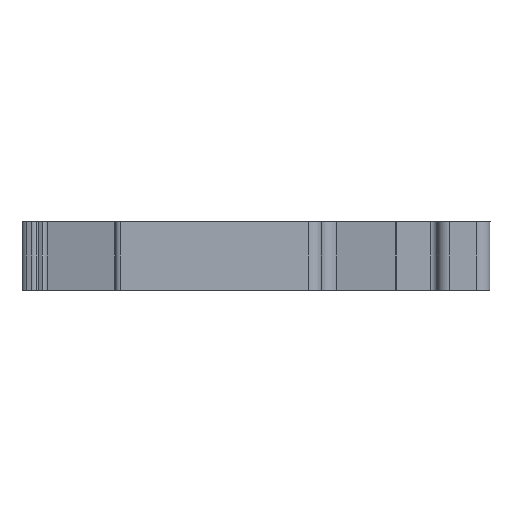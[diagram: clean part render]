
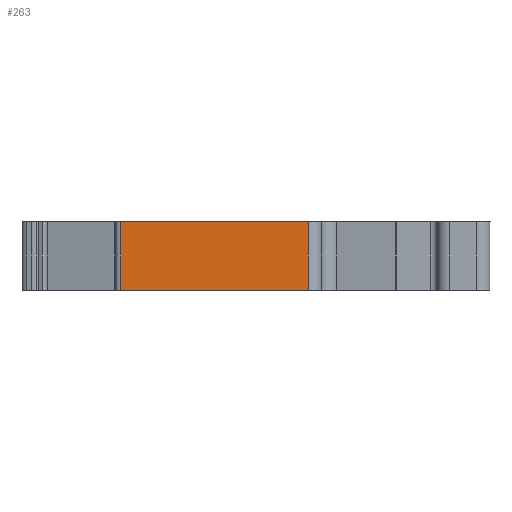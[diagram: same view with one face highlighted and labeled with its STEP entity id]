
A CAD part, left-side view. The second image highlights one B-rep face of the part: STEP entity #263.
In plain terms, the highlighted planar face has unit normal (-1, 0, 0).
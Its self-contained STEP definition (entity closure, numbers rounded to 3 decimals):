
#263 = ADVANCED_FACE( '', ( #611 ), #612, .T. );
#611 = FACE_OUTER_BOUND( '', #1044, .T. );
#612 = PLANE( '', #1045 );
#1044 = EDGE_LOOP( '', ( #1733, #1734, #1735, #1736 ) );
#1045 = AXIS2_PLACEMENT_3D( '', #1737, #1738, #1739 );
#1733 = ORIENTED_EDGE( '', *, *, #2951, .F. );
#1734 = ORIENTED_EDGE( '', *, *, #2952, .T. );
#1735 = ORIENTED_EDGE( '', *, *, #2830, .F. );
#1736 = ORIENTED_EDGE( '', *, *, #2953, .F. );
#1737 = CARTESIAN_POINT( '', ( 555.131, 62.083, 5.05 ) );
#1738 = DIRECTION( '', ( -1., 0., 0. ) );
#1739 = DIRECTION( '', ( 0., 0., 1. ) );
#2830 = EDGE_CURVE( '', #3473, #3474, #3475, .T. );
#2951 = EDGE_CURVE( '', #3668, #3669, #3670, .T. );
#2952 = EDGE_CURVE( '', #3668, #3474, #3671, .T. );
#2953 = EDGE_CURVE( '', #3669, #3473, #3672, .T. );
#3473 = VERTEX_POINT( '', #4386 );
#3474 = VERTEX_POINT( '', #4387 );
#3475 = LINE( '', #4388, #4389 );
#3668 = VERTEX_POINT( '', #4657 );
#3669 = VERTEX_POINT( '', #4658 );
#3670 = LINE( '', #4659, #4660 );
#3671 = LINE( '', #4661, #4662 );
#3672 = LINE( '', #4663, #4664 );
#4386 = CARTESIAN_POINT( '', ( 555.131, 76.976, -0.1 ) );
#4387 = CARTESIAN_POINT( '', ( 555.131, 76.976, 5.05 ) );
#4388 = CARTESIAN_POINT( '', ( 555.131, 76.976, -0.1 ) );
#4389 = VECTOR( '', #5378, 1000. );
#4657 = CARTESIAN_POINT( '', ( 555.131, 62.783, 5.05 ) );
#4658 = CARTESIAN_POINT( '', ( 555.131, 62.783, -0.1 ) );
#4659 = CARTESIAN_POINT( '', ( 555.131, 62.783, 5.05 ) );
#4660 = VECTOR( '', #5508, 1000. );
#4661 = CARTESIAN_POINT( '', ( 555.131, 72.561, 5.05 ) );
#4662 = VECTOR( '', #5509, 1000. );
#4663 = CARTESIAN_POINT( '', ( 555.131, 62.783, -0.1 ) );
#4664 = VECTOR( '', #5510, 1000. );
#5378 = DIRECTION( '', ( 0., 0., 1. ) );
#5508 = DIRECTION( '', ( 0., 0., -1. ) );
#5509 = DIRECTION( '', ( 0., 1., 0. ) );
#5510 = DIRECTION( '', ( 0., 1., 0. ) );
